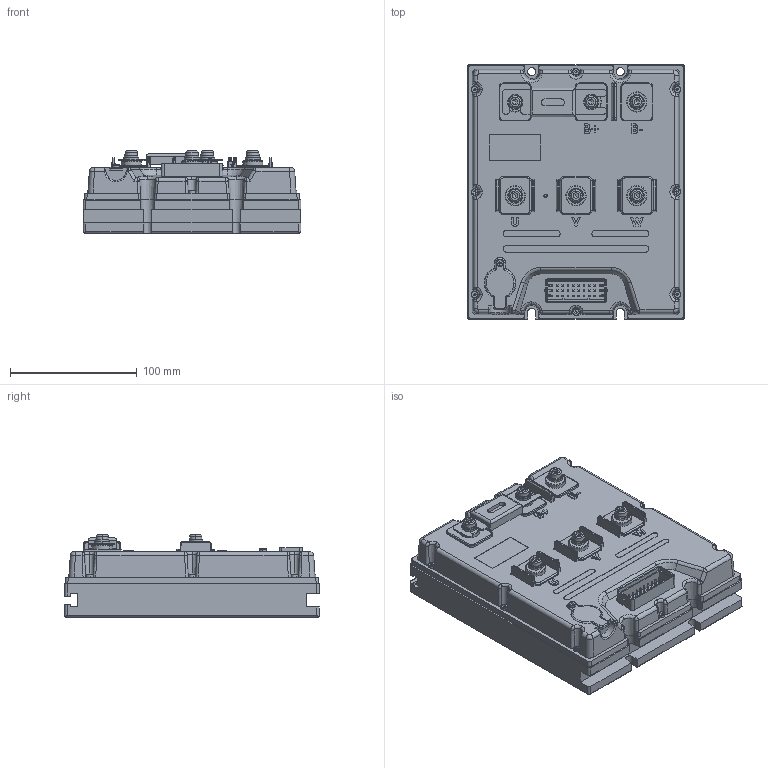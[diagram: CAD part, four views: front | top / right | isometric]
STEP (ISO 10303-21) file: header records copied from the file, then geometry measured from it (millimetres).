
FILE_DESCRIPTION (( 'STEP AP214' ), '1' );
FILE_NAME ('D2X控制器模型(着色).STEP', '2015-03-26T07:13:55', ( '用户' ), ( '中国' ), 'SwSTEP 2.0', 'SolidWorks 2012', '' );
FILE_SCHEMA (( 'AUTOMOTIVE_DESIGN' ));
Length unit declared in the file: millimetre
Products named in the file (1): D2X諷秶ん耀倰(覂伎)
Bounding box: 172 x 201 x 64.8 mm (x, y, z)
Volume: 1597687.1 mm3; surface area: 185475.8 mm2
Topology: 2 solids, 40 shells, 2436 faces, 6053 edges, 3795 vertices
Faces by surface type: plane 1281, cylinder 525, bspline 305, cone 175, torus 130, sphere 20
Entity records: 92697 total; most frequent: CARTESIAN_POINT 26554, ORIENTED_EDGE 12010, DIRECTION 10899, EDGE_CURVE 6005, VERTEX_POINT 3795, LINE 3649, VECTOR 3649, AXIS2_PLACEMENT_3D 3625
